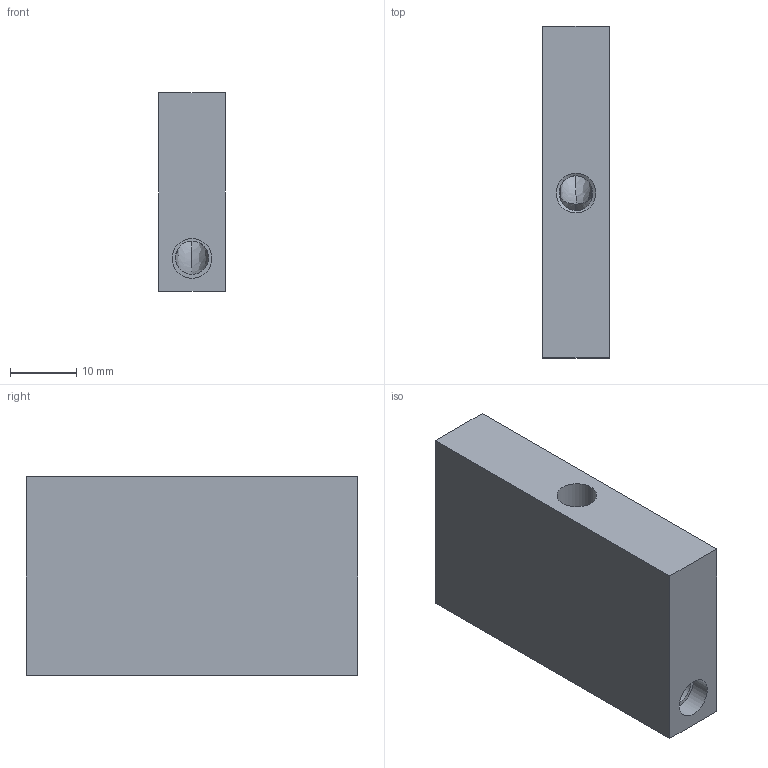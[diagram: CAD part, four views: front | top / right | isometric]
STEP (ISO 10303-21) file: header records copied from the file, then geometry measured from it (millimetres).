
FILE_DESCRIPTION(/* description */ (''),/* implementation_level */ '2;1');
FILE_NAME(/* name */ 'touch-component v10.step',/* time_stamp */ '2022-04-06T14:21:55+01:00',/* author */ (''),/* organization */ (''),/* preprocessor_version */ 'ST-DEVELOPER v18.1',/* originating_system */ 'Autodesk Translation Framework v10.13.0.1454',/* authorisation */ '');
FILE_SCHEMA (('AUTOMOTIVE_DESIGN { 1 0 10303 214 3 1 1 }'));
Length unit declared in the file: millimetre
Products named in the file (2): touch-component; touch-component v2
Assembly tree (1 placements, depth 2):
  touch-component
    touch-component v2
Bounding box: 10 x 50 x 30 mm (x, y, z)
Volume: 13421.1 mm3; surface area: 5743.8 mm2
Topology: 1 solids, 1 shells, 41 faces, 109 edges, 72 vertices
Faces by surface type: bspline 20, plane 17, cylinder 3, cone 1
Full cylindrical faces by diameter (mm): 6 x3
Entity records: 2753 total; most frequent: CARTESIAN_POINT 1811, ORIENTED_EDGE 218, DIRECTION 116, EDGE_CURVE 109, VERTEX_POINT 72, LINE 56, VECTOR 56, EDGE_LOOP 47
